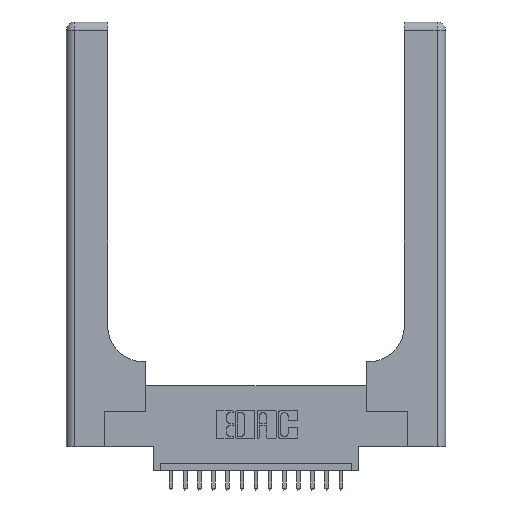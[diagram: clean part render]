
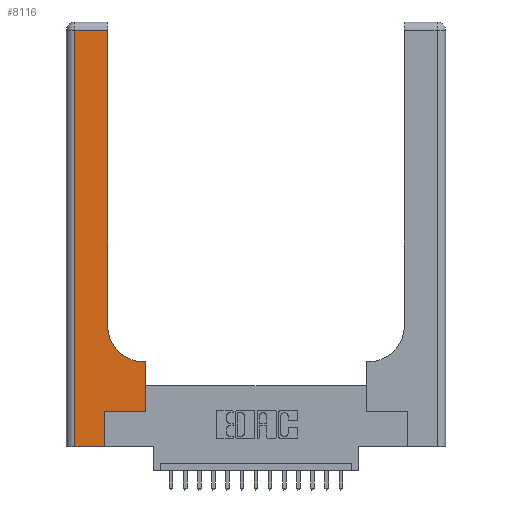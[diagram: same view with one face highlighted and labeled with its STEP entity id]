
A CAD part, top view. The second image highlights one B-rep face of the part: STEP entity #8116.
In plain terms, the highlighted planar face has unit normal (0, 0, 1).
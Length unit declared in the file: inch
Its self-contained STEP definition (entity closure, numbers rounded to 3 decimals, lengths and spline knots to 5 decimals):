
#1272 = CARTESIAN_POINT ( 'NONE',  ( 0.2915, 0.85, 0.37 ) ) ;
#1652 = ORIENTED_EDGE ( 'NONE', *, *, #3856, .T. ) ;
#1660 = ORIENTED_EDGE ( 'NONE', *, *, #11902, .T. ) ;
#1846 = PLANE ( 'NONE',  #16294 ) ;
#1939 = DIRECTION ( 'NONE',  ( 0., 1., 0. ) ) ;
#2035 = VERTEX_POINT ( 'NONE', #14246 ) ;
#2062 = CIRCLE ( 'NONE', #3134, 0.25 ) ;
#2074 = CARTESIAN_POINT ( 'NONE',  ( 0.2915, 3., 0.37 ) ) ;
#2082 = DIRECTION ( 'NONE',  ( 0., 0., -1. ) ) ;
#2310 = CARTESIAN_POINT ( 'NONE',  ( 0.269, 0., 0.37 ) ) ;
#2451 = LINE ( 'NONE', #14857, #8870 ) ;
#2980 = CARTESIAN_POINT ( 'NONE',  ( 0.269, 0.25, 0.37 ) ) ;
#3037 = VECTOR ( 'NONE', #3085, 39.37008 ) ;
#3085 = DIRECTION ( 'NONE',  ( 1., 0., 0. ) ) ;
#3134 = AXIS2_PLACEMENT_3D ( 'NONE', #9008, #2082, #8063 ) ;
#3146 = VECTOR ( 'NONE', #14307, 39.37008 ) ;
#3856 = EDGE_CURVE ( 'NONE', #2035, #14207, #5736, .T. ) ;
#3885 = VECTOR ( 'NONE', #6224, 39.37008 ) ;
#4232 = VERTEX_POINT ( 'NONE', #17221 ) ;
#4385 = EDGE_CURVE ( 'NONE', #7271, #10024, #6419, .T. ) ;
#4538 = VERTEX_POINT ( 'NONE', #5386 ) ;
#5110 = EDGE_CURVE ( 'NONE', #12260, #15063, #5740, .T. ) ;
#5360 = EDGE_CURVE ( 'NONE', #4232, #7221, #2062, .T. ) ;
#5386 = CARTESIAN_POINT ( 'NONE',  ( 0.2915, 2.94, 0.37 ) ) ;
#5441 = VECTOR ( 'NONE', #16228, 39.37008 ) ;
#5736 = LINE ( 'NONE', #12840, #13752 ) ;
#5740 = LINE ( 'NONE', #2310, #18809 ) ;
#5917 = LINE ( 'NONE', #6001, #5441 ) ;
#6001 = CARTESIAN_POINT ( 'NONE',  ( 0., 2.94, 0.37 ) ) ;
#6224 = DIRECTION ( 'NONE',  ( 0., 1., 0. ) ) ;
#6419 = LINE ( 'NONE', #7500, #3885 ) ;
#6455 = ORIENTED_EDGE ( 'NONE', *, *, #4385, .T. ) ;
#6960 = LINE ( 'NONE', #16354, #3037 ) ;
#7221 = VERTEX_POINT ( 'NONE', #1272 ) ;
#7271 = VERTEX_POINT ( 'NONE', #18834 ) ;
#7500 = CARTESIAN_POINT ( 'NONE',  ( 0.5585, 0.25, 0.37 ) ) ;
#7538 = VECTOR ( 'NONE', #1939, 39.37008 ) ;
#7895 = EDGE_CURVE ( 'NONE', #10024, #4232, #2451, .T. ) ;
#7927 = CARTESIAN_POINT ( 'NONE',  ( 0.269, 0., 0.37 ) ) ;
#8063 = DIRECTION ( 'NONE',  ( 1., 0., 0. ) ) ;
#8116 = ADVANCED_FACE ( 'NONE', ( #8199 ), #1846, .F. ) ;
#8199 = FACE_OUTER_BOUND ( 'NONE', #11038, .T. ) ;
#8870 = VECTOR ( 'NONE', #16214, 39.37008 ) ;
#9008 = CARTESIAN_POINT ( 'NONE',  ( 0.5415, 0.85, 0.37 ) ) ;
#9437 = CARTESIAN_POINT ( 'NONE',  ( 0.5585, 0.6, 0.37 ) ) ;
#9466 = ORIENTED_EDGE ( 'NONE', *, *, #5360, .T. ) ;
#9468 = DIRECTION ( 'NONE',  ( -1., 0., 0. ) ) ;
#9803 = ORIENTED_EDGE ( 'NONE', *, *, #11700, .T. ) ;
#10024 = VERTEX_POINT ( 'NONE', #9437 ) ;
#10256 = CARTESIAN_POINT ( 'NONE',  ( 0.06, 0., 0.37 ) ) ;
#10355 = EDGE_CURVE ( 'NONE', #14207, #12260, #6960, .T. ) ;
#11038 = EDGE_LOOP ( 'NONE', ( #9803, #13256, #1652, #17756, #18053, #1660, #6455, #12757, #9466 ) ) ;
#11700 = EDGE_CURVE ( 'NONE', #7221, #4538, #15766, .T. ) ;
#11902 = EDGE_CURVE ( 'NONE', #15063, #7271, #16000, .T. ) ;
#12134 = EDGE_CURVE ( 'NONE', #4538, #2035, #5917, .T. ) ;
#12260 = VERTEX_POINT ( 'NONE', #7927 ) ;
#12757 = ORIENTED_EDGE ( 'NONE', *, *, #7895, .T. ) ;
#12840 = CARTESIAN_POINT ( 'NONE',  ( 0.06, 3., 0.37 ) ) ;
#13256 = ORIENTED_EDGE ( 'NONE', *, *, #12134, .T. ) ;
#13752 = VECTOR ( 'NONE', #14309, 39.37008 ) ;
#14207 = VERTEX_POINT ( 'NONE', #10256 ) ;
#14246 = CARTESIAN_POINT ( 'NONE',  ( 0.06, 2.94, 0.37 ) ) ;
#14307 = DIRECTION ( 'NONE',  ( 1., 0., 0. ) ) ;
#14309 = DIRECTION ( 'NONE',  ( 0., -1., 0. ) ) ;
#14857 = CARTESIAN_POINT ( 'NONE',  ( 0.2915, 0.6, 0.37 ) ) ;
#15032 = CARTESIAN_POINT ( 'NONE',  ( 0., 3., 0.37 ) ) ;
#15063 = VERTEX_POINT ( 'NONE', #2980 ) ;
#15766 = LINE ( 'NONE', #2074, #7538 ) ;
#16000 = LINE ( 'NONE', #18556, #3146 ) ;
#16008 = DIRECTION ( 'NONE',  ( 0., 1., 0. ) ) ;
#16214 = DIRECTION ( 'NONE',  ( -1., 0., 0. ) ) ;
#16228 = DIRECTION ( 'NONE',  ( -1., 0., 0. ) ) ;
#16294 = AXIS2_PLACEMENT_3D ( 'NONE', #15032, #16533, #9468 ) ;
#16354 = CARTESIAN_POINT ( 'NONE',  ( 0., 0., 0.37 ) ) ;
#16533 = DIRECTION ( 'NONE',  ( 0., 0., -1. ) ) ;
#17221 = CARTESIAN_POINT ( 'NONE',  ( 0.5415, 0.6, 0.37 ) ) ;
#17756 = ORIENTED_EDGE ( 'NONE', *, *, #10355, .T. ) ;
#18053 = ORIENTED_EDGE ( 'NONE', *, *, #5110, .T. ) ;
#18556 = CARTESIAN_POINT ( 'NONE',  ( 0.269, 0.25, 0.37 ) ) ;
#18809 = VECTOR ( 'NONE', #16008, 39.37008 ) ;
#18834 = CARTESIAN_POINT ( 'NONE',  ( 0.5585, 0.25, 0.37 ) ) ;
